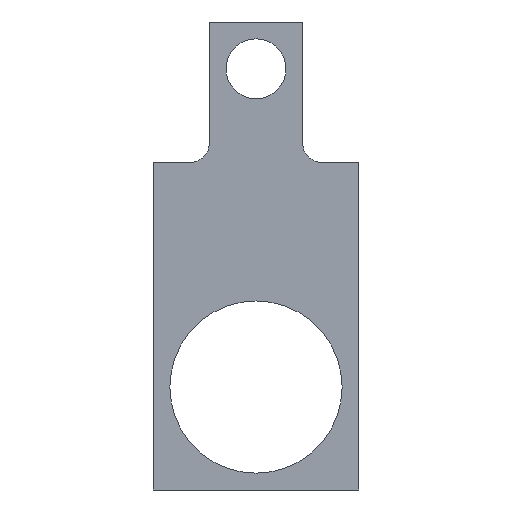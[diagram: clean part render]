
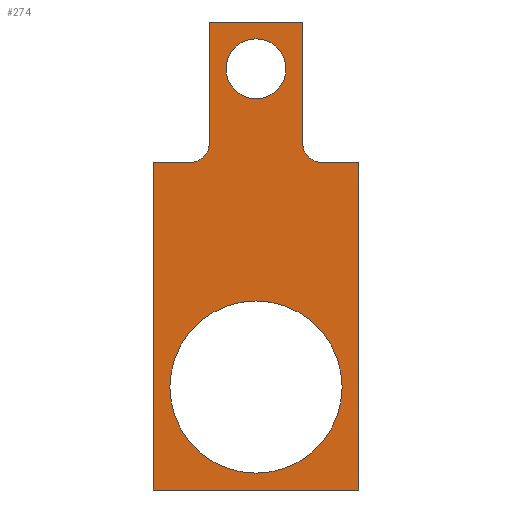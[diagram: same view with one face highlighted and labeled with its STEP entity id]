
A CAD part, left-side view. The second image highlights one B-rep face of the part: STEP entity #274.
In plain terms, the highlighted planar face has unit normal (-1, 0, 0).
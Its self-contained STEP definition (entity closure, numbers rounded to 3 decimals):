
#17=FACE_BOUND('',#59,.T.);
#18=FACE_BOUND('',#60,.T.);
#28=PLANE('',#319);
#42=FACE_OUTER_BOUND('',#58,.T.);
#58=EDGE_LOOP('',(#245,#246,#247,#248,#249,#250,#251,#252,#253,#254));
#59=EDGE_LOOP('',(#255));
#60=EDGE_LOOP('',(#256));
#63=LINE('',#406,#91);
#68=LINE('',#421,#96);
#73=LINE('',#440,#101);
#77=LINE('',#447,#105);
#81=LINE('',#454,#109);
#82=LINE('',#456,#110);
#86=LINE('',#463,#114);
#87=LINE('',#465,#115);
#91=VECTOR('',#332,10.);
#96=VECTOR('',#345,10.);
#101=VECTOR('',#364,10.);
#105=VECTOR('',#370,10.);
#109=VECTOR('',#376,10.);
#110=VECTOR('',#379,10.);
#114=VECTOR('',#385,10.);
#115=VECTOR('',#388,10.);
#117=CIRCLE('',#299,2.);
#119=CIRCLE('',#303,2.);
#122=CIRCLE('',#308,3.2);
#124=CIRCLE('',#311,9.2);
#125=VERTEX_POINT('',#396);
#126=VERTEX_POINT('',#397);
#129=VERTEX_POINT('',#405);
#131=VERTEX_POINT('',#411);
#132=VERTEX_POINT('',#412);
#135=VERTEX_POINT('',#420);
#138=VERTEX_POINT('',#428);
#140=VERTEX_POINT('',#434);
#141=VERTEX_POINT('',#438);
#142=VERTEX_POINT('',#439);
#146=VERTEX_POINT('',#452);
#148=VERTEX_POINT('',#461);
#149=EDGE_CURVE('',#125,#126,#117,.T.);
#153=EDGE_CURVE('',#126,#129,#63,.T.);
#156=EDGE_CURVE('',#131,#132,#119,.T.);
#160=EDGE_CURVE('',#132,#135,#68,.T.);
#165=EDGE_CURVE('',#138,#138,#122,.T.);
#168=EDGE_CURVE('',#140,#140,#124,.T.);
#169=EDGE_CURVE('',#141,#142,#73,.T.);
#173=EDGE_CURVE('',#135,#141,#77,.T.);
#177=EDGE_CURVE('',#146,#131,#81,.T.);
#178=EDGE_CURVE('',#129,#146,#82,.T.);
#182=EDGE_CURVE('',#148,#125,#86,.T.);
#183=EDGE_CURVE('',#142,#148,#87,.T.);
#245=ORIENTED_EDGE('',*,*,#183,.F.);
#246=ORIENTED_EDGE('',*,*,#169,.F.);
#247=ORIENTED_EDGE('',*,*,#173,.F.);
#248=ORIENTED_EDGE('',*,*,#160,.F.);
#249=ORIENTED_EDGE('',*,*,#156,.F.);
#250=ORIENTED_EDGE('',*,*,#177,.F.);
#251=ORIENTED_EDGE('',*,*,#178,.F.);
#252=ORIENTED_EDGE('',*,*,#153,.F.);
#253=ORIENTED_EDGE('',*,*,#149,.F.);
#254=ORIENTED_EDGE('',*,*,#182,.F.);
#255=ORIENTED_EDGE('',*,*,#165,.T.);
#256=ORIENTED_EDGE('',*,*,#168,.T.);
#274=ADVANCED_FACE('',(#42,#17,#18),#28,.F.);
#299=AXIS2_PLACEMENT_3D('',#398,#324,#325);
#303=AXIS2_PLACEMENT_3D('',#413,#337,#338);
#308=AXIS2_PLACEMENT_3D('',#430,#353,#354);
#311=AXIS2_PLACEMENT_3D('',#436,#360,#361);
#319=AXIS2_PLACEMENT_3D('',#468,#392,#393);
#324=DIRECTION('center_axis',(-1.,0.,0.));
#325=DIRECTION('ref_axis',(0.,-0.707,-0.707));
#332=DIRECTION('',(0.,0.,1.));
#337=DIRECTION('center_axis',(-1.,0.,0.));
#338=DIRECTION('ref_axis',(0.,0.707,-0.707));
#345=DIRECTION('',(0.,-1.,0.));
#353=DIRECTION('center_axis',(1.,0.,0.));
#354=DIRECTION('ref_axis',(0.,0.,-1.));
#360=DIRECTION('center_axis',(1.,0.,0.));
#361=DIRECTION('ref_axis',(0.,0.,-1.));
#364=DIRECTION('',(0.,1.,0.));
#370=DIRECTION('',(0.,0.,-1.));
#376=DIRECTION('',(0.,0.,-1.));
#379=DIRECTION('',(0.,-1.,0.));
#385=DIRECTION('',(0.,-1.,0.));
#388=DIRECTION('',(0.,0.,1.));
#392=DIRECTION('center_axis',(1.,0.,0.));
#393=DIRECTION('ref_axis',(0.,0.,-1.));
#396=CARTESIAN_POINT('',(0.,18.,-15.));
#397=CARTESIAN_POINT('',(0.,16.,-13.));
#398=CARTESIAN_POINT('Origin',(0.,18.,-13.));
#405=CARTESIAN_POINT('',(0.,16.,0.));
#406=CARTESIAN_POINT('',(0.,16.,-15.));
#411=CARTESIAN_POINT('',(0.,6.,-13.));
#412=CARTESIAN_POINT('',(0.,4.,-15.));
#413=CARTESIAN_POINT('Origin',(0.,4.,-13.));
#420=CARTESIAN_POINT('',(0.,0.,-15.));
#421=CARTESIAN_POINT('',(0.,6.,-15.));
#428=CARTESIAN_POINT('',(0.,11.,-1.8));
#430=CARTESIAN_POINT('Origin',(0.,11.,-5.));
#434=CARTESIAN_POINT('',(0.,11.,-29.8));
#436=CARTESIAN_POINT('Origin',(0.,11.,-39.));
#438=CARTESIAN_POINT('',(0.,0.,-50.));
#439=CARTESIAN_POINT('',(0.,22.,-50.));
#440=CARTESIAN_POINT('',(0.,0.,-50.));
#447=CARTESIAN_POINT('',(0.,0.,0.));
#452=CARTESIAN_POINT('',(0.,6.,0.));
#454=CARTESIAN_POINT('',(0.,6.,0.));
#456=CARTESIAN_POINT('',(0.,22.,0.));
#461=CARTESIAN_POINT('',(0.,22.,-15.));
#463=CARTESIAN_POINT('',(0.,22.,-15.));
#465=CARTESIAN_POINT('',(0.,22.,-50.));
#468=CARTESIAN_POINT('Origin',(0.,11.,-25.));
